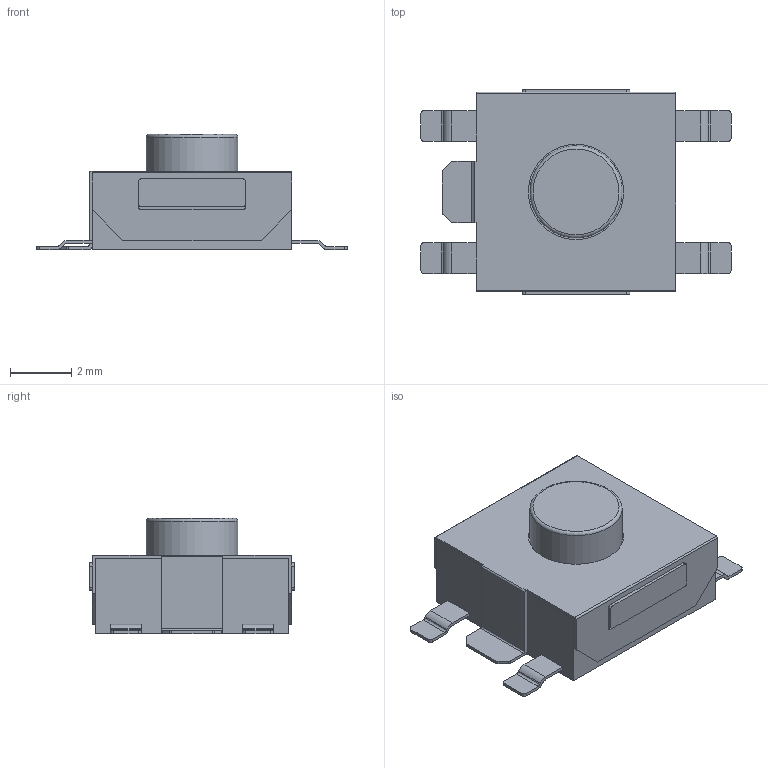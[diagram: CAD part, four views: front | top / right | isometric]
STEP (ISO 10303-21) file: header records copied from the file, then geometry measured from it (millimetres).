
FILE_DESCRIPTION(/* description */ ('Unknown'),/* implementation_level */ '2;1');
FILE_NAME(/* name */ 'Push_btn_assy',/* time_stamp */ '2024-03-16T14:59:45+02:00',/* author */ ('Unknown'),/* organization */ ('Unknown'),/* preprocessor_version */ 'ST-DEVELOPER v19.4',/* originating_system */ 'Solid Edge',/* authorisation */ 'Unknown');
FILE_SCHEMA (('AUTOMOTIVE_DESIGN {1 0 10303 214 3 1 1}'));
Length unit declared in the file: millimetre
Products named in the file (5): Push_btn_assy; Parte_metal; Parte_buton; Parte_mecanism; Parte_pin
Assembly tree (7 placements, depth 2):
  Push_btn_assy
    Parte_metal
    Parte_buton
    Parte_mecanism
    Parte_pin  x4
Bounding box: 10.1 x 6.7 x 3.75 mm (x, y, z)
Volume: 117.6 mm3; surface area: 318.8 mm2
Topology: 7 solids, 7 shells, 144 faces, 383 edges, 255 vertices
Faces by surface type: plane 92, cylinder 51, torus 1
Full cylindrical faces by diameter (mm): 3 x1, 3.1 x1
Entity records: 3132 total; most frequent: DIRECTION 527, CARTESIAN_POINT 525, ORIENTED_EDGE 504, EDGE_CURVE 252, LINE 185, VECTOR 185, AXIS2_PLACEMENT_3D 171, VERTEX_POINT 169
